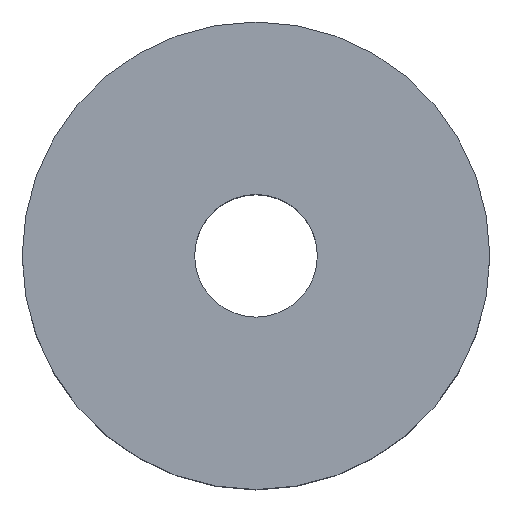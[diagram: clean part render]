
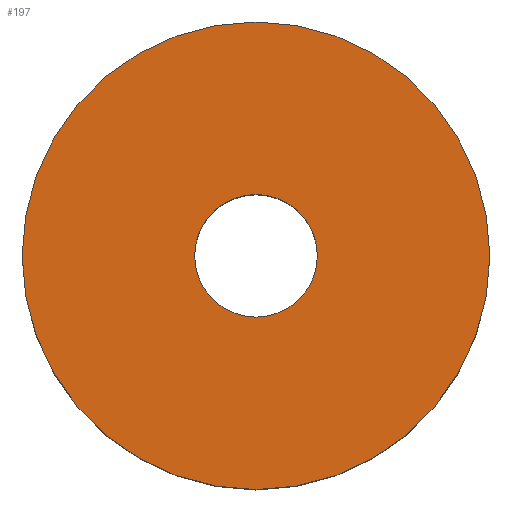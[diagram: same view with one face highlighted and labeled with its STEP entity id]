
A CAD part, top view. The second image highlights one B-rep face of the part: STEP entity #197.
In plain terms, the highlighted planar face has unit normal (0, 0, 1).
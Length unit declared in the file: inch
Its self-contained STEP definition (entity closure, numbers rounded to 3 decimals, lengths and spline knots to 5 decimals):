
#8 = AXIS2_PLACEMENT_3D ( 'NONE', #106, #32, #52 ) ;
#9 = AXIS2_PLACEMENT_3D ( 'NONE', #64, #63, #62 ) ;
#10 = AXIS2_PLACEMENT_3D ( 'NONE', #60, #59, #58 ) ;
#13 = AXIS2_PLACEMENT_3D ( 'NONE', #51, #50, #30 ) ;
#16 = FACE_OUTER_BOUND ( 'NONE', #174, .T. ) ;
#19 = FACE_BOUND ( 'NONE', #177, .T. ) ;
#27 = AXIS2_PLACEMENT_3D ( 'NONE', #84, #77, #76 ) ;
#30 = DIRECTION ( 'NONE',  ( 1., 0., 0. ) ) ;
#32 = DIRECTION ( 'NONE',  ( 0., 0., 1. ) ) ;
#50 = DIRECTION ( 'NONE',  ( 0., 0., 1. ) ) ;
#51 = CARTESIAN_POINT ( 'NONE',  ( 0., 0., 0.11811 ) ) ;
#52 = DIRECTION ( 'NONE',  ( 1., 0., 0. ) ) ;
#58 = DIRECTION ( 'NONE',  ( 1., 0., 0. ) ) ;
#59 = DIRECTION ( 'NONE',  ( 0., 0., 1. ) ) ;
#60 = CARTESIAN_POINT ( 'NONE',  ( 0., 0., 0.11811 ) ) ;
#62 = DIRECTION ( 'NONE',  ( 1., 0., 0. ) ) ;
#63 = DIRECTION ( 'NONE',  ( 0., 0., 1. ) ) ;
#64 = CARTESIAN_POINT ( 'NONE',  ( 0., 0., 0.11811 ) ) ;
#65 = PLANE ( 'NONE',  #9 ) ;
#76 = DIRECTION ( 'NONE',  ( 1., 0., 0. ) ) ;
#77 = DIRECTION ( 'NONE',  ( 0., 0., 1. ) ) ;
#84 = CARTESIAN_POINT ( 'NONE',  ( 0., 0., 0.11811 ) ) ;
#99 = CIRCLE ( 'NONE', #8, 0.12008 ) ;
#100 = CIRCLE ( 'NONE', #13, 0.0315 ) ;
#102 = CIRCLE ( 'NONE', #27, 0.12008 ) ;
#103 = CIRCLE ( 'NONE', #10, 0.0315 ) ;
#106 = CARTESIAN_POINT ( 'NONE',  ( 0., 0., 0.11811 ) ) ;
#122 = CARTESIAN_POINT ( 'NONE',  ( 0.12008, 0., 0.11811 ) ) ;
#125 = CARTESIAN_POINT ( 'NONE',  ( -0.0315, 0., 0.11811 ) ) ;
#127 = CARTESIAN_POINT ( 'NONE',  ( -0.12008, 0., 0.11811 ) ) ;
#128 = CARTESIAN_POINT ( 'NONE',  ( 0.0315, 0., 0.11811 ) ) ;
#150 = ORIENTED_EDGE ( 'NONE', *, *, #188, .F. ) ;
#151 = ORIENTED_EDGE ( 'NONE', *, *, #193, .T. ) ;
#153 = ORIENTED_EDGE ( 'NONE', *, *, #207, .F. ) ;
#154 = ORIENTED_EDGE ( 'NONE', *, *, #187, .T. ) ;
#157 = VERTEX_POINT ( 'NONE', #125 ) ;
#158 = VERTEX_POINT ( 'NONE', #128 ) ;
#159 = VERTEX_POINT ( 'NONE', #127 ) ;
#161 = VERTEX_POINT ( 'NONE', #122 ) ;
#174 = EDGE_LOOP ( 'NONE', ( #154, #151 ) ) ;
#177 = EDGE_LOOP ( 'NONE', ( #153, #150 ) ) ;
#187 = EDGE_CURVE ( 'NONE', #159, #161, #99, .T. ) ;
#188 = EDGE_CURVE ( 'NONE', #158, #157, #100, .T. ) ;
#193 = EDGE_CURVE ( 'NONE', #161, #159, #102, .T. ) ;
#197 = ADVANCED_FACE ( 'NONE', ( #16, #19 ), #65, .T. ) ;
#207 = EDGE_CURVE ( 'NONE', #157, #158, #103, .T. ) ;
